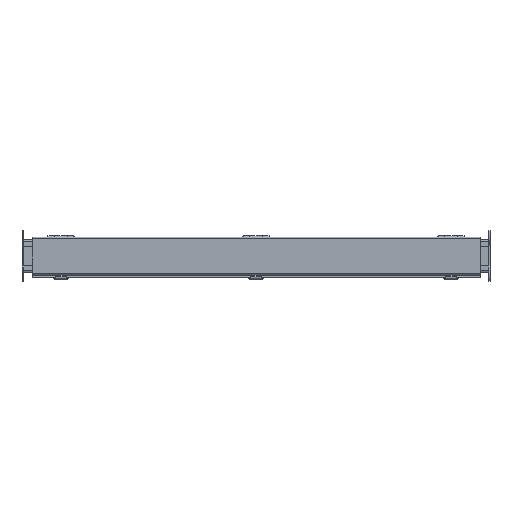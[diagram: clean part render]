
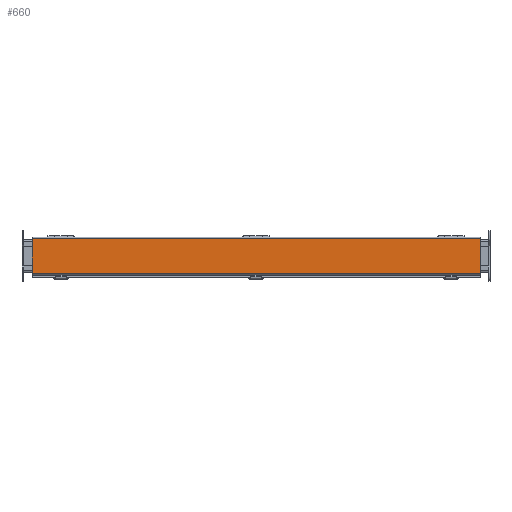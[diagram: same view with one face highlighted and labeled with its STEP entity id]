
A CAD part, top view. The second image highlights one B-rep face of the part: STEP entity #660.
In plain terms, the highlighted planar face has unit normal (0, 0, 1).
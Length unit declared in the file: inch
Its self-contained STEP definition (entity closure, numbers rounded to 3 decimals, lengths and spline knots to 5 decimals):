
#455 = CARTESIAN_POINT ( 'NONE',  ( -17.218, -1.3305, 2.672 ) ) ;
#660 = ADVANCED_FACE ( 'NONE', ( #15106 ), #5169, .T. ) ;
#865 = LINE ( 'NONE', #12095, #3871 ) ;
#1591 = CARTESIAN_POINT ( 'NONE',  ( -17.218, -1.3305, 2.672 ) ) ;
#2207 = VERTEX_POINT ( 'NONE', #1591 ) ;
#2711 = ORIENTED_EDGE ( 'NONE', *, *, #7268, .T. ) ;
#2822 = DIRECTION ( 'NONE',  ( 0., 0., 1. ) ) ;
#2981 = LINE ( 'NONE', #5645, #11206 ) ;
#3871 = VECTOR ( 'NONE', #15656, 39.37008 ) ;
#5169 = PLANE ( 'NONE',  #15631 ) ;
#5645 = CARTESIAN_POINT ( 'NONE',  ( 17.25, -1.4385, 2.672 ) ) ;
#6164 = LINE ( 'NONE', #11080, #9418 ) ;
#6302 = VERTEX_POINT ( 'NONE', #14813 ) ;
#6327 = DIRECTION ( 'NONE',  ( 0., -1., 0. ) ) ;
#6588 = ORIENTED_EDGE ( 'NONE', *, *, #14551, .T. ) ;
#7200 = CARTESIAN_POINT ( 'NONE',  ( -17.218, 1.3285, 2.672 ) ) ;
#7268 = EDGE_CURVE ( 'NONE', #6302, #8137, #865, .T. ) ;
#7399 = CARTESIAN_POINT ( 'NONE',  ( 17.25, -1.3305, 2.672 ) ) ;
#7578 = LINE ( 'NONE', #455, #15224 ) ;
#8137 = VERTEX_POINT ( 'NONE', #7200 ) ;
#8165 = DIRECTION ( 'NONE',  ( 0., 1., 0. ) ) ;
#8553 = EDGE_CURVE ( 'NONE', #2207, #8851, #7578, .T. ) ;
#8651 = ORIENTED_EDGE ( 'NONE', *, *, #8553, .T. ) ;
#8790 = DIRECTION ( 'NONE',  ( 1., 0., 0. ) ) ;
#8851 = VERTEX_POINT ( 'NONE', #7399 ) ;
#9418 = VECTOR ( 'NONE', #6327, 39.37008 ) ;
#9563 = EDGE_LOOP ( 'NONE', ( #6588, #8651, #12870, #2711 ) ) ;
#10030 = DIRECTION ( 'NONE',  ( 1., 0., 0. ) ) ;
#11080 = CARTESIAN_POINT ( 'NONE',  ( -17.218, -1.4385, 2.672 ) ) ;
#11206 = VECTOR ( 'NONE', #8165, 39.37008 ) ;
#12095 = CARTESIAN_POINT ( 'NONE',  ( -17.218, 1.3285, 2.672 ) ) ;
#12136 = EDGE_CURVE ( 'NONE', #8851, #6302, #2981, .T. ) ;
#12433 = CARTESIAN_POINT ( 'NONE',  ( -17.218, -1.4385, 2.672 ) ) ;
#12870 = ORIENTED_EDGE ( 'NONE', *, *, #12136, .T. ) ;
#14551 = EDGE_CURVE ( 'NONE', #8137, #2207, #6164, .T. ) ;
#14813 = CARTESIAN_POINT ( 'NONE',  ( 17.25, 1.3285, 2.672 ) ) ;
#15106 = FACE_OUTER_BOUND ( 'NONE', #9563, .T. ) ;
#15224 = VECTOR ( 'NONE', #8790, 39.37008 ) ;
#15631 = AXIS2_PLACEMENT_3D ( 'NONE', #12433, #2822, #10030 ) ;
#15656 = DIRECTION ( 'NONE',  ( -1., 0., 0. ) ) ;
